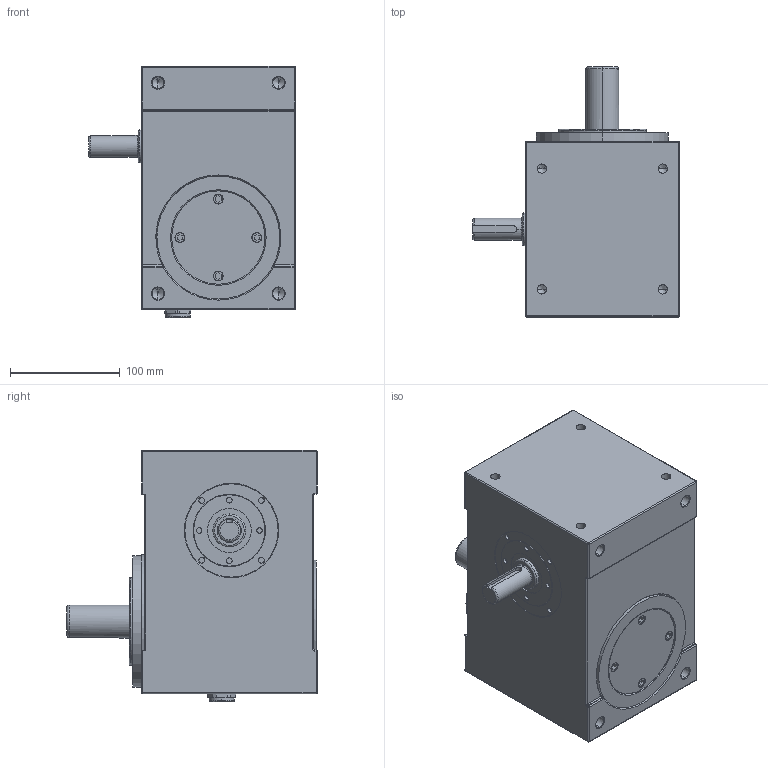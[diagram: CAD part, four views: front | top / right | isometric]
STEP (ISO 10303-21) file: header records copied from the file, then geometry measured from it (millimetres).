
FILE_DESCRIPTION (( 'STEP AP203' ), '1' );
FILE_NAME ('8.3DFS-SSPM3.STEP', '2025-05-26T06:13:08', ( '' ), ( '' ), 'SwSTEP 2.0', 'SolidWorks 2018', '' );
FILE_SCHEMA (( 'CONFIG_CONTROL_DESIGN' ));
Length unit declared in the file: millimetre
Products named in the file (1): 8.3DFS-SSPM3
Bounding box: 188 x 228 x 229 mm (x, y, z)
Volume: 4967478.6 mm3; surface area: 215024.5 mm2
Topology: 1 solids, 5 shells, 418 faces, 978 edges, 575 vertices
Faces by surface type: cylinder 171, plane 130, cone 83, torus 18, sphere 12, bspline 4
Entity records: 13237 total; most frequent: CARTESIAN_POINT 3679, DIRECTION 2105, ORIENTED_EDGE 1852, EDGE_CURVE 926, AXIS2_PLACEMENT_3D 822, VERTEX_POINT 575, EDGE_LOOP 485, LINE 461
